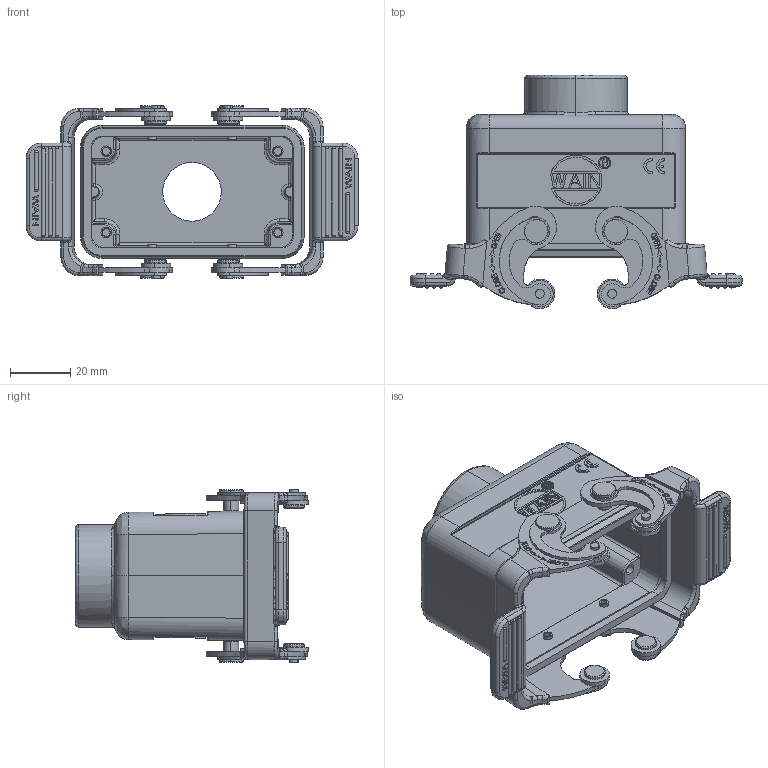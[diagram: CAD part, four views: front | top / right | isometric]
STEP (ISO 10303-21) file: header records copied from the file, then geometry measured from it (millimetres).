
FILE_DESCRIPTION(/* description */ (''),/* implementation_level */ '2;1');
FILE_NAME(/* name */ '3D_1240107411010_HV10B-CCT-2L_SC-PG16_V1.1.stp',/* time_stamp */ '2023-12-29T13:24:14+08:00',/* author */ (''),/* organization */ (''),/* preprocessor_version */ 'ST-DEVELOPER v18.1',/* originating_system */ 'SIEMENS PLM Software NX 1980',/* authorisation */ '');
FILE_SCHEMA (('AUTOMOTIVE_DESIGN { 1 0 10303 214 3 1 1 1 }'));
Products named in the file (1): 14592E2886C7eo8r
Bounding box: 110.3 x 77.5 x 57.45 mm (x, y, z)
Volume: 62415.7 mm3; surface area: 42003 mm2
Topology: 4 solids, 10 shells, 1689 faces, 4499 edges, 2955 vertices
Faces by surface type: plane 855, cylinder 461, torus 120, extrusion 87, cone 73, bspline 57, sphere 36
Full cylindrical faces by diameter (mm): 19.5 x1, 21.3 x1
Entity records: 59114 total; most frequent: CARTESIAN_POINT 18304, ORIENTED_EDGE 8892, DIRECTION 7679, EDGE_CURVE 4454, VERTEX_POINT 2953, AXIS2_PLACEMENT_3D 2652, VECTOR 2375, LINE 2288
